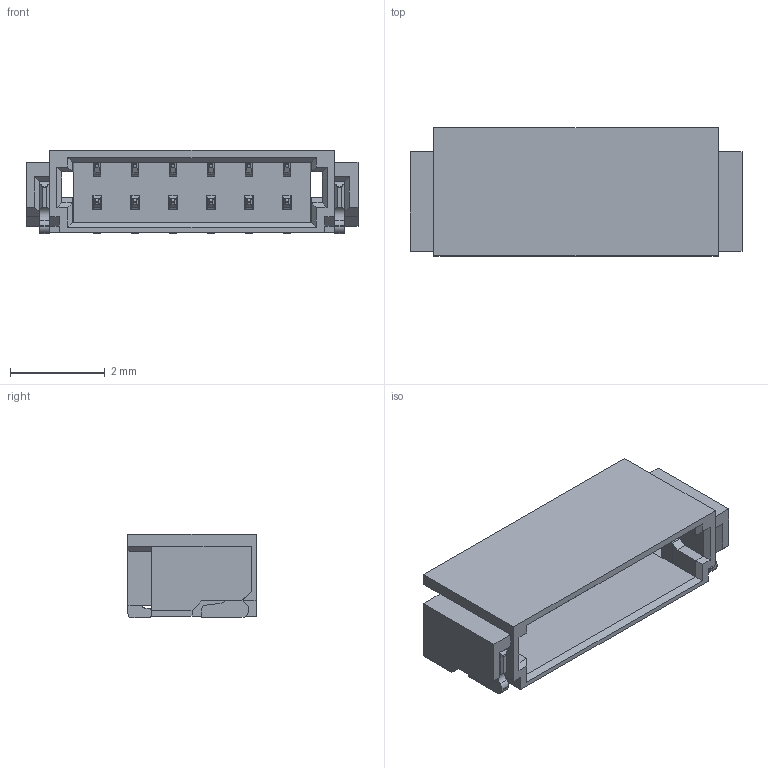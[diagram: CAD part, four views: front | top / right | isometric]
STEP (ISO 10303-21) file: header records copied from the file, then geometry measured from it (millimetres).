
FILE_DESCRIPTION((''),'2;1');
FILE_NAME('10144041-06','2019-09-25T',('APSawant'),('AFCI'),'CREO PARAMETRIC BY PTC INC, 2016130','CREO PARAMETRIC BY PTC INC, 2016130','');
FILE_SCHEMA(('CONFIG_CONTROL_DESIGN'));
Length unit declared in the file: millimetre
Products named in the file (1): 10144041-06
Bounding box: 7 x 2.7 x 1.75 mm (x, y, z)
Volume: 17.2 mm3; surface area: 129 mm2
Topology: 1 solids, 1 shells, 551 faces, 1674 edges, 1100 vertices
Faces by surface type: plane 397, cylinder 154
Entity records: 18690 total; most frequent: CARTESIAN_POINT 3605, ORIENTED_EDGE 3348, DIRECTION 2904, EDGE_CURVE 1674, VECTOR 1322, LINE 1322, VERTEX_POINT 1100, AXIS2_PLACEMENT_3D 791
